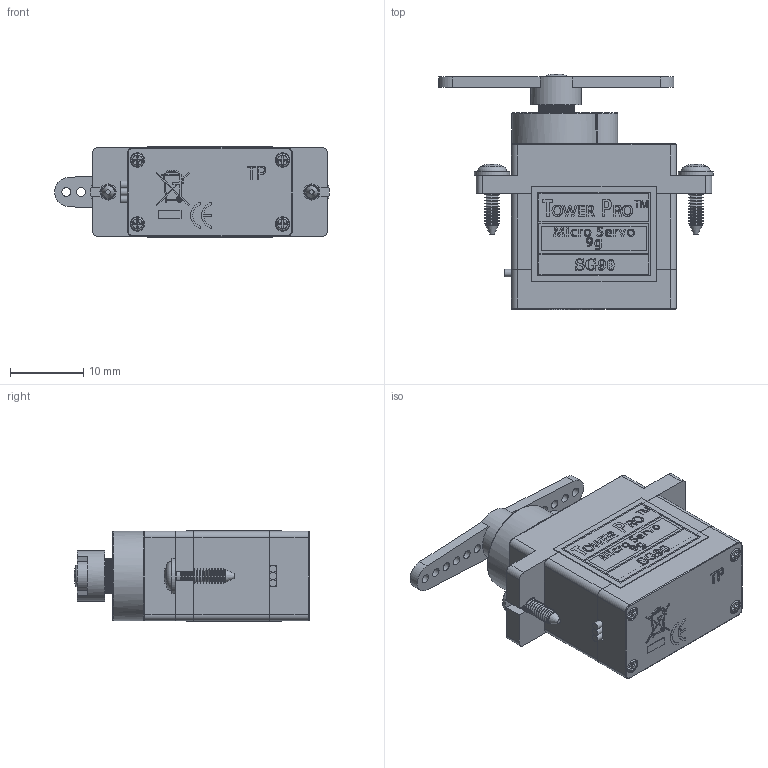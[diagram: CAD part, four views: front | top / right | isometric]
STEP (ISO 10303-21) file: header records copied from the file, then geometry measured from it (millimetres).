
FILE_DESCRIPTION(/* description */ (''),/* implementation_level */ '2;1');
FILE_NAME(/* name */ 'SG90 - Micro Servo 9g - Tower Pro_v3.step',/* time_stamp */ '2023-05-19T17:33:06+02:00',/* author */ (''),/* organization */ (''),/* preprocessor_version */ 'ST-DEVELOPER v19.2',/* originating_system */ 'Autodesk Translation Framework v12.4.0.73',/* authorisation */ '');
FILE_SCHEMA (('AUTOMOTIVE_DESIGN { 1 0 10303 214 3 1 1 }'));
Products named in the file (5): SG90 - Micro Servo 9g - Tower Pro; Body; Arm; Mount screw; Arm screw
Assembly tree (5 placements, depth 2):
  SG90 - Micro Servo 9g - Tower Pro
    Body
    Arm
    Mount screw  x2
    Arm screw
Bounding box: 37.5 x 32.13 x 12.4 mm (x, y, z)
Volume: 7361.6 mm3; surface area: 5774.2 mm2
Topology: 17 solids, 17 shells, 1027 faces, 3333 edges, 2459 vertices
Faces by surface type: plane 617, cylinder 247, cone 103, torus 32, bspline 23, sphere 5
Full cylindrical faces by diameter (mm): 0.2 x1, 0.5 x1, 1 x3, 1.2 x12, 1.6 x2, 1.8 x4, 2 x43, 2.1 x1, 3.1 x1, 4.6 x1, 4.8 x2, 5 x1, 6.9 x1
Entity records: 50294 total; most frequent: CARTESIAN_POINT 22458, ORIENTED_EDGE 6254, DIRECTION 5104, EDGE_CURVE 3127, VERTEX_POINT 2324, LINE 1820, VECTOR 1820, AXIS2_PLACEMENT_3D 1642
